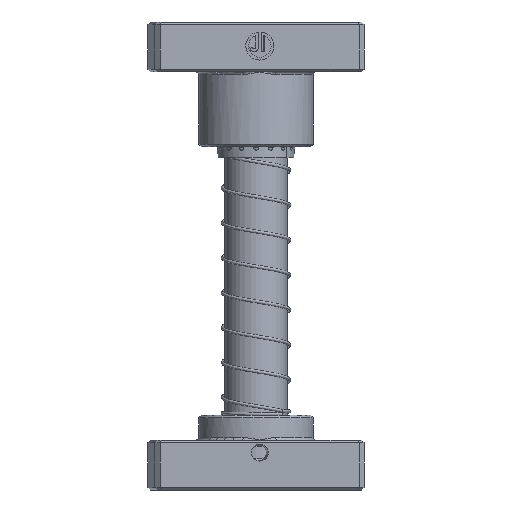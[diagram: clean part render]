
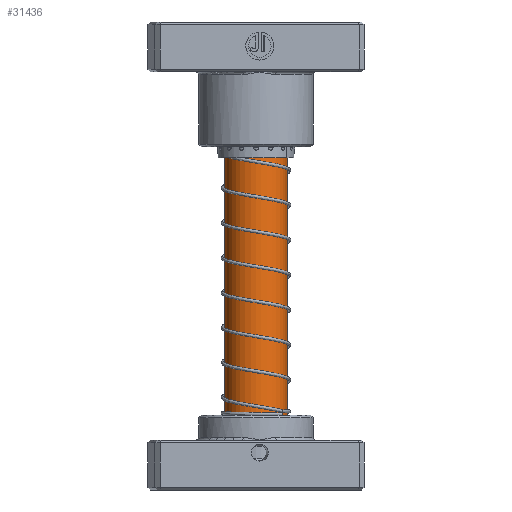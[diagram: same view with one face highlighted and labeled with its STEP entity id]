
A CAD part, front view. The second image highlights one B-rep face of the part: STEP entity #31436.
In plain terms, the highlighted cylindrical face has radius 12.5 mm (diameter 25 mm), a partial arc.
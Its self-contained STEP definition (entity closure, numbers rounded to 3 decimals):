
#37 = EDGE_CURVE ( 'NONE', #3643, #37929, #30229, .T. ) ;
#2225 = CARTESIAN_POINT ( 'NONE',  ( 0., 0., 157.5 ) ) ;
#2311 = CARTESIAN_POINT ( 'NONE',  ( -12.5, 0., 19. ) ) ;
#3643 = VERTEX_POINT ( 'NONE', #12239 ) ;
#5109 = CARTESIAN_POINT ( 'NONE',  ( 12.5, 0., 19. ) ) ;
#5675 = DIRECTION ( 'NONE',  ( 1., 0., 0. ) ) ;
#9856 = EDGE_LOOP ( 'NONE', ( #25025, #38084, #41112, #23590 ) ) ;
#11216 = CYLINDRICAL_SURFACE ( 'NONE', #21304, 12.5 ) ;
#12239 = CARTESIAN_POINT ( 'NONE',  ( 12.5, 0., 157.5 ) ) ;
#13141 = CARTESIAN_POINT ( 'NONE',  ( 0., 0., 19. ) ) ;
#13595 = DIRECTION ( 'NONE',  ( -1., 0., 0. ) ) ;
#15118 = VECTOR ( 'NONE', #32882, 1000. ) ;
#16645 = DIRECTION ( 'NONE',  ( -1., 0., 0. ) ) ;
#18402 = CARTESIAN_POINT ( 'NONE',  ( 12.5, 0., 160. ) ) ;
#20379 = FACE_OUTER_BOUND ( 'NONE', #9856, .T. ) ;
#21126 = VECTOR ( 'NONE', #35549, 1000. ) ;
#21303 = VERTEX_POINT ( 'NONE', #2311 ) ;
#21304 = AXIS2_PLACEMENT_3D ( 'NONE', #30932, #34379, #13595 ) ;
#23245 = AXIS2_PLACEMENT_3D ( 'NONE', #2225, #26391, #5675 ) ;
#23590 = ORIENTED_EDGE ( 'NONE', *, *, #39992, .F. ) ;
#25025 = ORIENTED_EDGE ( 'NONE', *, *, #37, .F. ) ;
#25650 = EDGE_CURVE ( 'NONE', #33208, #21303, #42602, .T. ) ;
#26391 = DIRECTION ( 'NONE',  ( 0., 0., -1. ) ) ;
#26492 = EDGE_CURVE ( 'NONE', #3643, #33208, #29621, .T. ) ;
#29621 = CIRCLE ( 'NONE', #23245, 12.5 ) ;
#30229 = LINE ( 'NONE', #18402, #21126 ) ;
#30932 = CARTESIAN_POINT ( 'NONE',  ( 0., 0., 160. ) ) ;
#31436 = ADVANCED_FACE ( 'NONE', ( #20379 ), #11216, .T. ) ;
#32882 = DIRECTION ( 'NONE',  ( 0., 0., -1. ) ) ;
#33208 = VERTEX_POINT ( 'NONE', #35827 ) ;
#34379 = DIRECTION ( 'NONE',  ( 0., 0., -1. ) ) ;
#35549 = DIRECTION ( 'NONE',  ( 0., 0., -1. ) ) ;
#35827 = CARTESIAN_POINT ( 'NONE',  ( -12.5, 0., 157.5 ) ) ;
#37240 = DIRECTION ( 'NONE',  ( 0., 0., -1. ) ) ;
#37929 = VERTEX_POINT ( 'NONE', #5109 ) ;
#38084 = ORIENTED_EDGE ( 'NONE', *, *, #26492, .T. ) ;
#39992 = EDGE_CURVE ( 'NONE', #37929, #21303, #41133, .T. ) ;
#41112 = ORIENTED_EDGE ( 'NONE', *, *, #25650, .T. ) ;
#41133 = CIRCLE ( 'NONE', #41493, 12.5 ) ;
#41493 = AXIS2_PLACEMENT_3D ( 'NONE', #13141, #37240, #16645 ) ;
#42602 = LINE ( 'NONE', #43565, #15118 ) ;
#43565 = CARTESIAN_POINT ( 'NONE',  ( -12.5, 0., 160. ) ) ;
